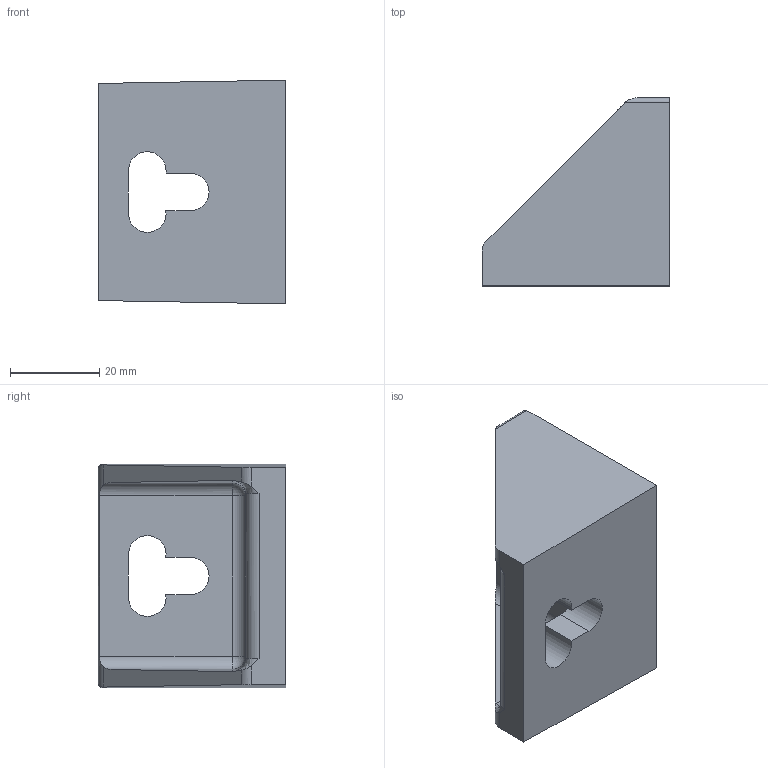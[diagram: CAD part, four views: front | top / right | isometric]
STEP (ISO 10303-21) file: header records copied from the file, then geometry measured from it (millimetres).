
FILE_DESCRIPTION(/* description */ (''),/* implementation_level */ '2;1');
FILE_NAME(/* name */ 'Untitled v1.step',/* time_stamp */ '2020-11-17T16:12:50+05:00',/* author */ (''),/* organization */ (''),/* preprocessor_version */ 'ST-DEVELOPER v18.1',/* originating_system */ 'Autodesk Translation Framework v9.3.0.1241',/* authorisation */ '');
FILE_SCHEMA (('AUTOMOTIVE_DESIGN { 1 0 10303 214 3 1 1 }'));
Length unit declared in the file: millimetre
Products named in the file (1): Untitled
Bounding box: 42 x 42 x 50 mm (x, y, z)
Volume: 33821.3 mm3; surface area: 11649.8 mm2
Topology: 1 solids, 1 shells, 40 faces, 106 edges, 68 vertices
Faces by surface type: plane 19, cylinder 17, sphere 2, bspline 2
Entity records: 1375 total; most frequent: CARTESIAN_POINT 337, ORIENTED_EDGE 212, DIRECTION 206, EDGE_CURVE 106, AXIS2_PLACEMENT_3D 71, VERTEX_POINT 68, LINE 64, VECTOR 64
